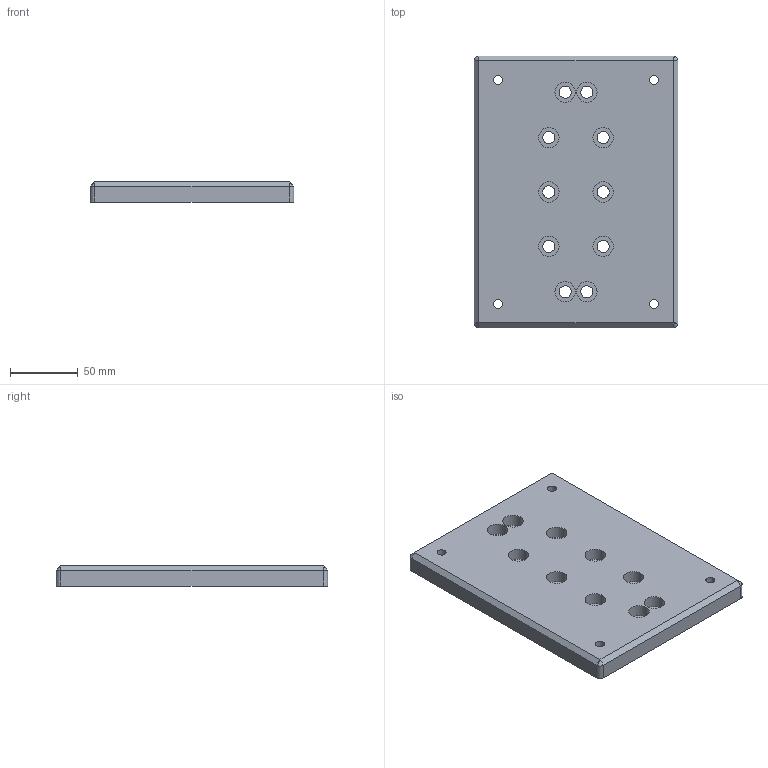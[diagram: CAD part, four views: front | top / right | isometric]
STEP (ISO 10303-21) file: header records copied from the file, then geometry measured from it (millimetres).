
FILE_DESCRIPTION((''),'2;1');
FILE_NAME('SL0202S.ipt.step','2007-09-10T15:13:31',(''),(''),'Autodesk Inventor 11','Autodesk Inventor 11','');
FILE_SCHEMA(('AUTOMOTIVE_DESIGN { 1 0 10303 214 1 1 1 1 }'));
Length unit declared in the file: millimetre
Products named in the file (1): SL0202S
Bounding box: 150 x 200 x 15 mm (x, y, z)
Volume: 423836.7 mm3; surface area: 74588.9 mm2
Topology: 1 solids, 1 shells, 52 faces, 116 edges, 72 vertices
Faces by surface type: bspline 34, plane 10, cone 4, cylinder 4
Entity records: 1663 total; most frequent: CARTESIAN_POINT 643, DIRECTION 178, ORIENTED_EDGE 168, EDGE_LOOP 114, EDGE_CURVE 84, AXIS2_PLACEMENT_3D 75, VERTEX_POINT 68, FACE_BOUND 62
